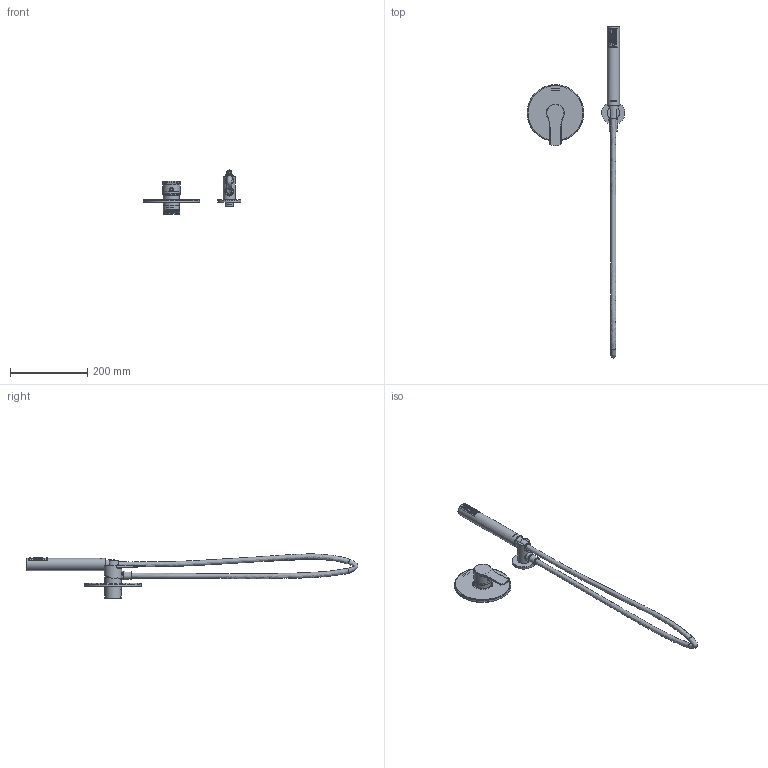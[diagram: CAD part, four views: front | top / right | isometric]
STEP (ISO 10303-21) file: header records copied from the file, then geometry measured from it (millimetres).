
FILE_DESCRIPTION (( 'STEP AP203' ), '1' );
FILE_NAME ('18DP01860.STEP', '2020-12-21T09:10:07', ( '' ), ( '' ), 'SwSTEP 2.0', 'SolidWorks 2018', '' );
FILE_SCHEMA (( 'CONFIG_CONTROL_DESIGN' ));
Length unit declared in the file: millimetre
Products named in the file (1): 18DP01860
Bounding box: 253.4 x 859.68 x 114.22 mm (x, y, z)
Volume: 431996.2 mm3; surface area: 181346.6 mm2
Topology: 10 solids, 10 shells, 322 faces, 632 edges, 424 vertices
Faces by surface type: cylinder 121, bspline 92, plane 66, cone 21, torus 20, sphere 2
Full cylindrical faces by diameter (mm): 2.3 x1, 6.2 x1, 6.8 x2, 9.5 x1, 10.5 x1, 12.8 x1, 13.4 x1, 14 x1, 14.4 x1, 15 x1, 18 x1, 18.1 x1, 18.3 x1, 18.5 x2, 18.632 x1, 18.7 x1, 20.8 x1, 20.932 x1, 21 x3, 31 x1, 31.7 x1, 32 x1, 34 x1, 35.8 x1, 36.5 x5, 37 x1, 39 x2, 41 x1, 42 x1, 45 x1
Entity records: 23436 total; most frequent: CARTESIAN_POINT 18309, ORIENTED_EDGE 856, DIRECTION 814, EDGE_LOOP 565, FACE_OUTER_BOUND 435, EDGE_CURVE 428, AXIS2_PLACEMENT_3D 387, VERTEX_POINT 365
